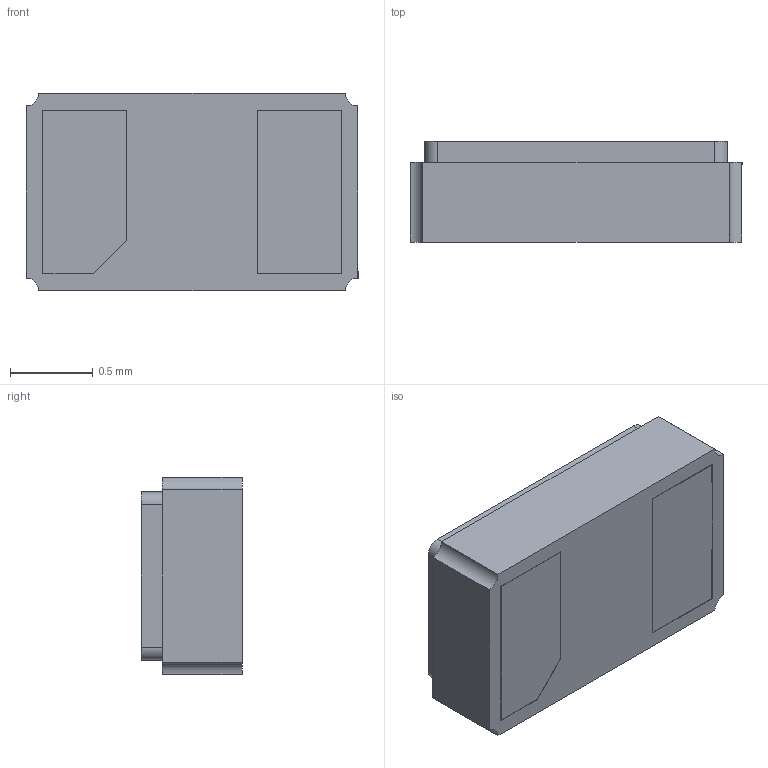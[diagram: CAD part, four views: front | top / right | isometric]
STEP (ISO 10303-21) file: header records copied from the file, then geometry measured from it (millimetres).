
FILE_DESCRIPTION (( 'STEP AP214' ), '1' );
FILE_NAME ('ABS06.STEP', '2013-07-24T11:38:21', ( '' ), ( '' ), 'SwSTEP 2.0', 'SolidWorks 2012', '' );
FILE_SCHEMA (( 'AUTOMOTIVE_DESIGN' ));
Length unit declared in the file: inch
Products named in the file (1): ABS06
Bounding box: 2.01 x 0.61 x 1.19 mm (x, y, z)
Volume: 1.4 mm3; surface area: 8.5 mm2
Topology: 1 solids, 1 shells, 114 faces, 297 edges, 198 vertices
Faces by surface type: plane 55, bspline 51, cylinder 8
Entity records: 7701 total; most frequent: CARTESIAN_POINT 3709, ORIENTED_EDGE 594, DIRECTION 339, EDGE_CURVE 297, VERTEX_POINT 198, LINE 179, VECTOR 179, EDGE_LOOP 127
